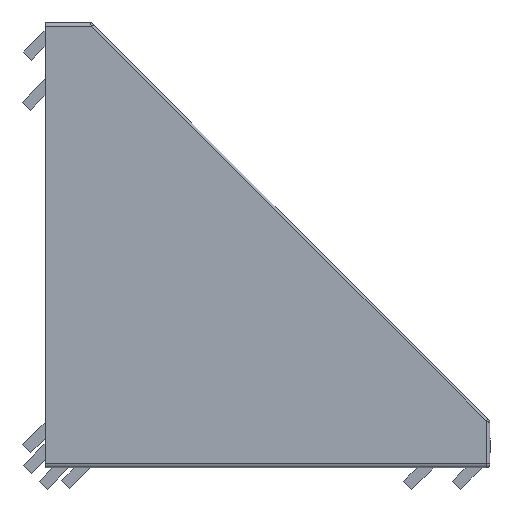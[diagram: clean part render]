
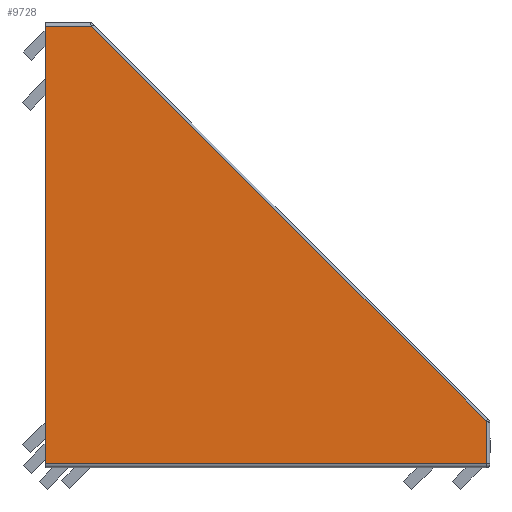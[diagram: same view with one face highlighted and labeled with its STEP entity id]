
A CAD part, front view. The second image highlights one B-rep face of the part: STEP entity #9728.
In plain terms, the highlighted planar face has unit normal (0, -1, 0).
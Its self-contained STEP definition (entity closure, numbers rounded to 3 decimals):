
#667=CARTESIAN_POINT('',(57.5,0.0,0.5));
#668=VERTEX_POINT('',#667);
#692=CARTESIAN_POINT('',(0.0,0.0,0.5));
#693=VERTEX_POINT('',#692);
#710=CARTESIAN_POINT('',(57.5,0.0,0.5));
#711=DIRECTION('',(-1.0,0.0,0.0));
#712=VECTOR('',#711,57.5);
#713=LINE('',#710,#712);
#714=EDGE_CURVE('',#668,#693,#713,.T.);
#1435=CARTESIAN_POINT('',(0.0,0.0,57.5));
#1436=VERTEX_POINT('',#1435);
#1437=CARTESIAN_POINT('',(0.0,0.0,57.5));
#1438=DIRECTION('',(0.0,0.0,-1.0));
#1439=VECTOR('',#1438,57.);
#1440=LINE('',#1437,#1439);
#1441=EDGE_CURVE('',#1436,#693,#1440,.T.);
#9495=CARTESIAN_POINT('',(6.076,0.0,57.5));
#9496=VERTEX_POINT('',#9495);
#9529=CARTESIAN_POINT('',(57.5,0.0,6.076));
#9530=VERTEX_POINT('',#9529);
#9547=CARTESIAN_POINT('',(6.076,0.0,57.5));
#9548=DIRECTION('',(0.707,0.0,-0.707));
#9549=VECTOR('',#9548,72.725);
#9550=LINE('',#9547,#9549);
#9551=EDGE_CURVE('',#9496,#9530,#9550,.T.);
#9702=CARTESIAN_POINT('',(57.5,0.0,6.076));
#9703=DIRECTION('',(0.0,0.0,-1.0));
#9704=VECTOR('',#9703,5.576);
#9705=LINE('',#9702,#9704);
#9706=EDGE_CURVE('',#9530,#668,#9705,.T.);
#9711=CARTESIAN_POINT('',(21.838,0.0,21.838));
#9712=DIRECTION('',(0.0,1.0,0.0));
#9713=DIRECTION('',(0.0,0.0,1.0));
#9714=AXIS2_PLACEMENT_3D('',#9711,#9712,#9713);
#9715=PLANE('',#9714);
#9716=ORIENTED_EDGE('',*,*,#714,.F.);
#9717=ORIENTED_EDGE('',*,*,#9706,.F.);
#9718=ORIENTED_EDGE('',*,*,#9551,.F.);
#9719=CARTESIAN_POINT('',(0.0,0.0,57.5));
#9720=DIRECTION('',(1.0,0.0,0.0));
#9721=VECTOR('',#9720,6.076);
#9722=LINE('',#9719,#9721);
#9723=EDGE_CURVE('',#1436,#9496,#9722,.T.);
#9724=ORIENTED_EDGE('',*,*,#9723,.F.);
#9725=ORIENTED_EDGE('',*,*,#1441,.T.);
#9726=EDGE_LOOP('',(#9716,#9717,#9718,#9724,#9725));
#9727=FACE_OUTER_BOUND('',#9726,.T.);
#9728=ADVANCED_FACE('',(#9727),#9715,.F.);
